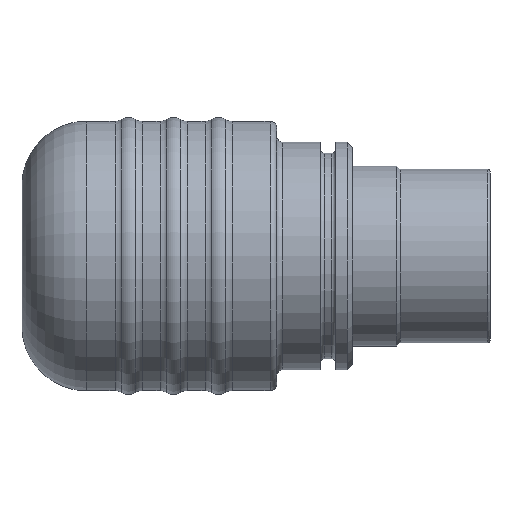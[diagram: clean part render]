
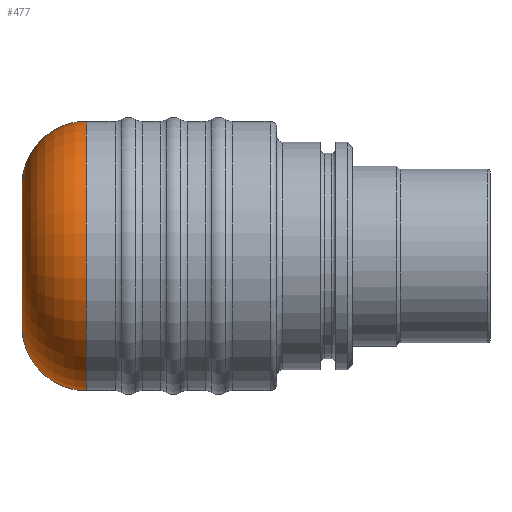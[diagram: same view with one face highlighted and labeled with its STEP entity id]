
A CAD part, top view. The second image highlights one B-rep face of the part: STEP entity #477.
In plain terms, the highlighted toroidal (fillet/blend) face has major radius 5.5 mm and minor radius 5 mm.
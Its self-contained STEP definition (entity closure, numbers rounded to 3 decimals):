
#161=TOROIDAL_SURFACE('',#2898,5.5,5.);
#477=ADVANCED_FACE('',(#718),#161,.T.);
#718=FACE_OUTER_BOUND('',#882,.T.);
#882=EDGE_LOOP('',(#1502,#1503,#1504,#1505));
#1154=CIRCLE('',#2860,10.5);
#1171=CIRCLE('',#2886,5.5);
#1177=CIRCLE('',#2895,5.);
#1178=CIRCLE('',#2897,5.);
#1502=ORIENTED_EDGE('',*,*,#2370,.T.);
#1503=ORIENTED_EDGE('',*,*,#2364,.F.);
#1504=ORIENTED_EDGE('',*,*,#2371,.F.);
#1505=ORIENTED_EDGE('',*,*,#2325,.F.);
#2067=VERTEX_POINT('',#4241);
#2070=VERTEX_POINT('',#4252);
#2113=VERTEX_POINT('',#4544);
#2114=VERTEX_POINT('',#4546);
#2325=EDGE_CURVE('',#2067,#2070,#1154,.T.);
#2364=EDGE_CURVE('',#2113,#2114,#1171,.T.);
#2370=EDGE_CURVE('',#2067,#2114,#1177,.T.);
#2371=EDGE_CURVE('',#2070,#2113,#1178,.T.);
#2860=AXIS2_PLACEMENT_3D('',#4286,#3375,#3376);
#2886=AXIS2_PLACEMENT_3D('',#4545,#3439,#3440);
#2895=AXIS2_PLACEMENT_3D('',#4557,#3457,#3458);
#2897=AXIS2_PLACEMENT_3D('',#4559,#3461,#3462);
#2898=AXIS2_PLACEMENT_3D('',#4560,#3463,#3464);
#3375=DIRECTION('',(1.,0.,0.));
#3376=DIRECTION('',(0.,-1.,0.));
#3439=DIRECTION('',(-1.,0.,0.));
#3440=DIRECTION('',(0.,-1.,0.));
#3457=DIRECTION('',(0.,0.122,0.993));
#3458=DIRECTION('',(0.,0.993,-0.122));
#3461=DIRECTION('',(0.,0.122,-0.993));
#3462=DIRECTION('',(0.,-0.993,-0.122));
#3463=DIRECTION('',(1.,0.,0.));
#3464=DIRECTION('',(0.,-1.,0.));
#4241=CARTESIAN_POINT('',(-5.5,10.422,-1.278));
#4252=CARTESIAN_POINT('',(-5.5,-10.422,-1.278));
#4286=CARTESIAN_POINT('',(-5.5,0.,0.));
#4544=CARTESIAN_POINT('',(-10.5,-5.459,-0.67));
#4545=CARTESIAN_POINT('',(-10.5,0.,0.));
#4546=CARTESIAN_POINT('',(-10.5,5.459,-0.67));
#4557=CARTESIAN_POINT('',(-5.5,5.459,-0.67));
#4559=CARTESIAN_POINT('',(-5.5,-5.459,-0.67));
#4560=CARTESIAN_POINT('',(-5.5,0.,0.));
